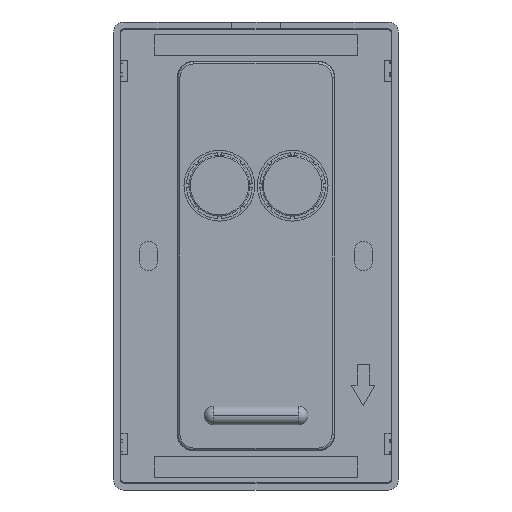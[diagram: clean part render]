
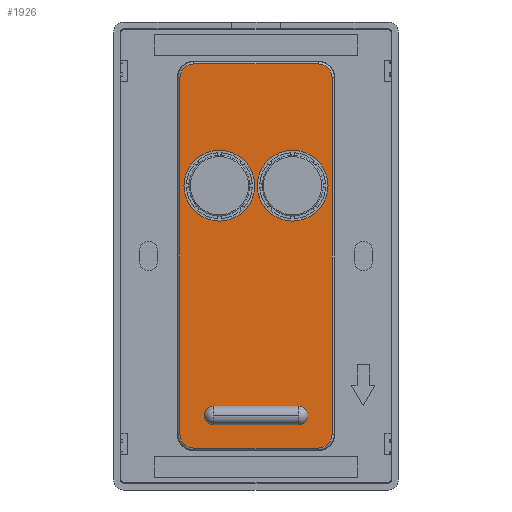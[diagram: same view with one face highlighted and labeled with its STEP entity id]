
A CAD part, front view. The second image highlights one B-rep face of the part: STEP entity #1926.
In plain terms, the highlighted planar face has unit normal (0, -1, 0).
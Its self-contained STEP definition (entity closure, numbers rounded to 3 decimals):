
#16 = EDGE_CURVE ( 'NONE', #5923, #7697, #3554, .T. ) ;
#97 = CARTESIAN_POINT ( 'NONE',  ( 15.25, 1.5, -47.194 ) ) ;
#141 = EDGE_CURVE ( 'NONE', #12410, #12410, #787, .T. ) ;
#217 = CARTESIAN_POINT ( 'NONE',  ( -15.25, 1.5, -43.75 ) ) ;
#248 = CARTESIAN_POINT ( 'NONE',  ( 18.694, 1.5, 43.75 ) ) ;
#345 = EDGE_CURVE ( 'NONE', #7497, #8821, #12542, .T. ) ;
#542 = ORIENTED_EDGE ( 'NONE', *, *, #5522, .F. ) ;
#607 = CARTESIAN_POINT ( 'NONE',  ( 15.25, 1.5, 47.194 ) ) ;
#654 = DIRECTION ( 'NONE',  ( 0., 0., -1. ) ) ;
#683 = CARTESIAN_POINT ( 'NONE',  ( 10.5, 1.5, -39.2 ) ) ;
#773 = ORIENTED_EDGE ( 'NONE', *, *, #6374, .F. ) ;
#787 = CIRCLE ( 'NONE', #8269, 8.7 ) ;
#888 = CARTESIAN_POINT ( 'NONE',  ( -9., 1.5, 17.268 ) ) ;
#953 = DIRECTION ( 'NONE',  ( 0., -1., 0. ) ) ;
#973 = CARTESIAN_POINT ( 'NONE',  ( 18.694, 1.5, -43.75 ) ) ;
#1024 = CARTESIAN_POINT ( 'NONE',  ( -15.25, 1.5, -47.194 ) ) ;
#1061 = ORIENTED_EDGE ( 'NONE', *, *, #345, .F. ) ;
#1067 = LINE ( 'NONE', #8477, #10955 ) ;
#1360 = PLANE ( 'NONE',  #9601 ) ;
#1372 = EDGE_CURVE ( 'NONE', #7930, #5923, #1539, .T. ) ;
#1475 = DIRECTION ( 'NONE',  ( 0., 0., -1. ) ) ;
#1539 = LINE ( 'NONE', #10718, #8948 ) ;
#1673 = CARTESIAN_POINT ( 'NONE',  ( -18.694, 1.5, 43.75 ) ) ;
#1850 = VERTEX_POINT ( 'NONE', #973 ) ;
#1926 = ADVANCED_FACE ( 'NONE', ( #12367, #3164, #11556, #6508 ), #1360, .T. ) ;
#2059 = AXIS2_PLACEMENT_3D ( 'NONE', #7699, #9862, #6763 ) ;
#2075 = EDGE_CURVE ( 'NONE', #7697, #5594, #6770, .T. ) ;
#2279 = ORIENTED_EDGE ( 'NONE', *, *, #10750, .T. ) ;
#2549 = CARTESIAN_POINT ( 'NONE',  ( 15.25, 1.5, 43.75 ) ) ;
#2686 = CARTESIAN_POINT ( 'NONE',  ( 10.5, 1.5, -36.95 ) ) ;
#2741 = VERTEX_POINT ( 'NONE', #248 ) ;
#2897 = ORIENTED_EDGE ( 'NONE', *, *, #2075, .T. ) ;
#3164 = FACE_BOUND ( 'NONE', #5192, .T. ) ;
#3486 = DIRECTION ( 'NONE',  ( 0., -1., 0. ) ) ;
#3554 = CIRCLE ( 'NONE', #2059, 3.444 ) ;
#3564 = VECTOR ( 'NONE', #7350, 1000. ) ;
#3596 = VECTOR ( 'NONE', #6638, 1000. ) ;
#3608 = ORIENTED_EDGE ( 'NONE', *, *, #7698, .F. ) ;
#3623 = CARTESIAN_POINT ( 'NONE',  ( 15.25, 1.5, -47.194 ) ) ;
#3702 = VERTEX_POINT ( 'NONE', #607 ) ;
#3745 = DIRECTION ( 'NONE',  ( 0., 0., 1. ) ) ;
#3966 = ORIENTED_EDGE ( 'NONE', *, *, #16, .T. ) ;
#4145 = EDGE_LOOP ( 'NONE', ( #13066 ) ) ;
#4282 = CARTESIAN_POINT ( 'NONE',  ( -9., 1.5, 8.568 ) ) ;
#4426 = EDGE_LOOP ( 'NONE', ( #1061, #773, #2279, #542 ) ) ;
#4667 = CARTESIAN_POINT ( 'NONE',  ( -15.25, 1.5, 47.194 ) ) ;
#4798 = AXIS2_PLACEMENT_3D ( 'NONE', #888, #953, #4954 ) ;
#4830 = EDGE_CURVE ( 'NONE', #1850, #2741, #7046, .T. ) ;
#4833 = AXIS2_PLACEMENT_3D ( 'NONE', #12193, #8010, #11989 ) ;
#4954 = DIRECTION ( 'NONE',  ( 0., 0., -1. ) ) ;
#5192 = EDGE_LOOP ( 'NONE', ( #3608 ) ) ;
#5425 = CIRCLE ( 'NONE', #7341, 2.25 ) ;
#5475 = LINE ( 'NONE', #4667, #6969 ) ;
#5522 = EDGE_CURVE ( 'NONE', #8821, #8214, #5425, .T. ) ;
#5555 = DIRECTION ( 'NONE',  ( 0., 0., -1. ) ) ;
#5594 = VERTEX_POINT ( 'NONE', #97 ) ;
#5652 = CIRCLE ( 'NONE', #9087, 3.444 ) ;
#5688 = CIRCLE ( 'NONE', #9758, 3.444 ) ;
#5704 = DIRECTION ( 'NONE',  ( 0., 0., -1. ) ) ;
#5739 = CARTESIAN_POINT ( 'NONE',  ( -10.5, 1.5, -39.2 ) ) ;
#5923 = VERTEX_POINT ( 'NONE', #11699 ) ;
#5993 = ORIENTED_EDGE ( 'NONE', *, *, #9198, .T. ) ;
#6327 = EDGE_CURVE ( 'NONE', #2741, #3702, #5652, .T. ) ;
#6374 = EDGE_CURVE ( 'NONE', #8293, #7497, #9512, .T. ) ;
#6508 = FACE_BOUND ( 'NONE', #4426, .T. ) ;
#6621 = DIRECTION ( 'NONE',  ( 0., -1., 0. ) ) ;
#6638 = DIRECTION ( 'NONE',  ( 1., 0., 0. ) ) ;
#6763 = DIRECTION ( 'NONE',  ( 0., 0., -1. ) ) ;
#6770 = LINE ( 'NONE', #3623, #3596 ) ;
#6877 = ORIENTED_EDGE ( 'NONE', *, *, #4830, .T. ) ;
#6969 = VECTOR ( 'NONE', #9766, 1000. ) ;
#7030 = CARTESIAN_POINT ( 'NONE',  ( 9., 1.5, 17.268 ) ) ;
#7046 = LINE ( 'NONE', #13109, #11149 ) ;
#7286 = VERTEX_POINT ( 'NONE', #4282 ) ;
#7341 = AXIS2_PLACEMENT_3D ( 'NONE', #5739, #9833, #654 ) ;
#7350 = DIRECTION ( 'NONE',  ( -1., 0., 0. ) ) ;
#7497 = VERTEX_POINT ( 'NONE', #2686 ) ;
#7688 = CARTESIAN_POINT ( 'NONE',  ( -15.25, 1.5, 43.75 ) ) ;
#7697 = VERTEX_POINT ( 'NONE', #1024 ) ;
#7698 = EDGE_CURVE ( 'NONE', #7286, #7286, #13175, .T. ) ;
#7699 = CARTESIAN_POINT ( 'NONE',  ( -15.25, 1.5, -43.75 ) ) ;
#7799 = AXIS2_PLACEMENT_3D ( 'NONE', #683, #8645, #5704 ) ;
#7930 = VERTEX_POINT ( 'NONE', #1673 ) ;
#7952 = ORIENTED_EDGE ( 'NONE', *, *, #8788, .T. ) ;
#8010 = DIRECTION ( 'NONE',  ( 0., -1., 0. ) ) ;
#8214 = VERTEX_POINT ( 'NONE', #12793 ) ;
#8269 = AXIS2_PLACEMENT_3D ( 'NONE', #7030, #13157, #3745 ) ;
#8293 = VERTEX_POINT ( 'NONE', #9465 ) ;
#8424 = ORIENTED_EDGE ( 'NONE', *, *, #1372, .T. ) ;
#8477 = CARTESIAN_POINT ( 'NONE',  ( 10.5, 1.5, -41.45 ) ) ;
#8582 = DIRECTION ( 'NONE',  ( 0., 0., -1. ) ) ;
#8645 = DIRECTION ( 'NONE',  ( 0., -1., 0. ) ) ;
#8788 = EDGE_CURVE ( 'NONE', #12088, #7930, #5688, .T. ) ;
#8821 = VERTEX_POINT ( 'NONE', #12878 ) ;
#8948 = VECTOR ( 'NONE', #1475, 1000. ) ;
#9042 = CARTESIAN_POINT ( 'NONE',  ( -15.25, 1.5, 47.194 ) ) ;
#9087 = AXIS2_PLACEMENT_3D ( 'NONE', #2549, #11686, #8582 ) ;
#9198 = EDGE_CURVE ( 'NONE', #3702, #12088, #5475, .T. ) ;
#9252 = CARTESIAN_POINT ( 'NONE',  ( 10.5, 1.5, -36.95 ) ) ;
#9331 = EDGE_CURVE ( 'NONE', #5594, #1850, #9553, .T. ) ;
#9465 = CARTESIAN_POINT ( 'NONE',  ( 10.5, 1.5, -41.45 ) ) ;
#9512 = CIRCLE ( 'NONE', #7799, 2.25 ) ;
#9553 = CIRCLE ( 'NONE', #4833, 3.444 ) ;
#9580 = ORIENTED_EDGE ( 'NONE', *, *, #6327, .T. ) ;
#9601 = AXIS2_PLACEMENT_3D ( 'NONE', #217, #3486, #10544 ) ;
#9758 = AXIS2_PLACEMENT_3D ( 'NONE', #7688, #6621, #5555 ) ;
#9766 = DIRECTION ( 'NONE',  ( -1., 0., 0. ) ) ;
#9833 = DIRECTION ( 'NONE',  ( 0., -1., 0. ) ) ;
#9862 = DIRECTION ( 'NONE',  ( 0., -1., 0. ) ) ;
#10373 = DIRECTION ( 'NONE',  ( -1., 0., 0. ) ) ;
#10544 = DIRECTION ( 'NONE',  ( 0., 0., -1. ) ) ;
#10579 = CARTESIAN_POINT ( 'NONE',  ( 9., 1.5, 25.968 ) ) ;
#10718 = CARTESIAN_POINT ( 'NONE',  ( -18.694, 1.5, -43.75 ) ) ;
#10750 = EDGE_CURVE ( 'NONE', #8293, #8214, #1067, .T. ) ;
#10954 = DIRECTION ( 'NONE',  ( 0., 0., 1. ) ) ;
#10955 = VECTOR ( 'NONE', #10373, 1000. ) ;
#11149 = VECTOR ( 'NONE', #10954, 1000. ) ;
#11556 = FACE_OUTER_BOUND ( 'NONE', #13204, .T. ) ;
#11686 = DIRECTION ( 'NONE',  ( 0., -1., 0. ) ) ;
#11699 = CARTESIAN_POINT ( 'NONE',  ( -18.694, 1.5, -43.75 ) ) ;
#11989 = DIRECTION ( 'NONE',  ( 0., 0., -1. ) ) ;
#12088 = VERTEX_POINT ( 'NONE', #9042 ) ;
#12193 = CARTESIAN_POINT ( 'NONE',  ( 15.25, 1.5, -43.75 ) ) ;
#12367 = FACE_BOUND ( 'NONE', #4145, .T. ) ;
#12410 = VERTEX_POINT ( 'NONE', #10579 ) ;
#12542 = LINE ( 'NONE', #9252, #3564 ) ;
#12793 = CARTESIAN_POINT ( 'NONE',  ( -10.5, 1.5, -41.45 ) ) ;
#12878 = CARTESIAN_POINT ( 'NONE',  ( -10.5, 1.5, -36.95 ) ) ;
#12982 = ORIENTED_EDGE ( 'NONE', *, *, #9331, .T. ) ;
#13066 = ORIENTED_EDGE ( 'NONE', *, *, #141, .F. ) ;
#13109 = CARTESIAN_POINT ( 'NONE',  ( 18.694, 1.5, 43.75 ) ) ;
#13157 = DIRECTION ( 'NONE',  ( 0., -1., 0. ) ) ;
#13175 = CIRCLE ( 'NONE', #4798, 8.7 ) ;
#13204 = EDGE_LOOP ( 'NONE', ( #7952, #8424, #3966, #2897, #12982, #6877, #9580, #5993 ) ) ;
